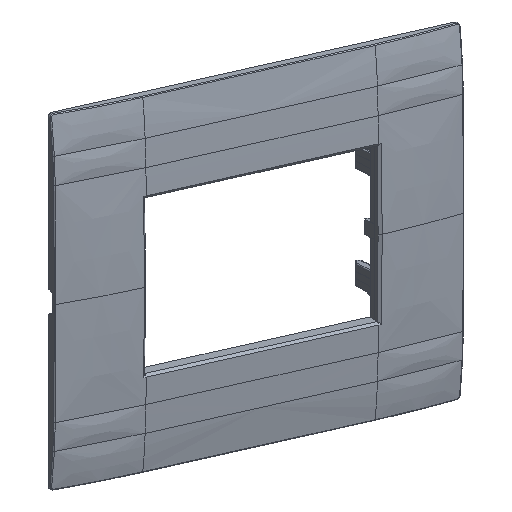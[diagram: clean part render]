
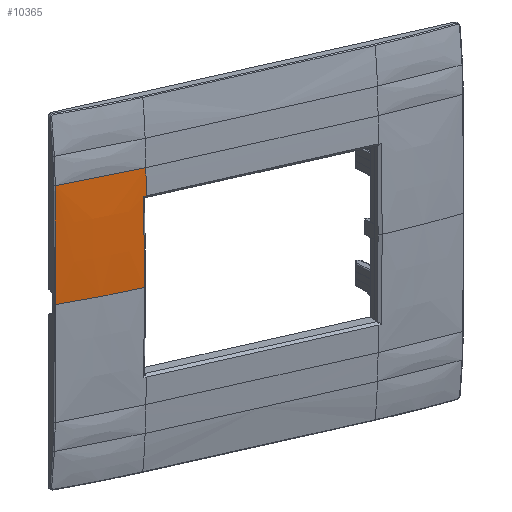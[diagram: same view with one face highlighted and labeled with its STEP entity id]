
A CAD part, top view. The second image highlights one B-rep face of the part: STEP entity #10365.
In plain terms, the highlighted free-form (B-spline) face has degree [5, 3] with [6, 4] control points.
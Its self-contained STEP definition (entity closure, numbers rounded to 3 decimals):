
#997=CARTESIAN_POINT('Vertex',(-34.,30.803,3.908)) ;
#2048=CARTESIAN_POINT('Axis2P3D Location',(-34.,0.,-796.609)) ;
#2052=CARTESIAN_POINT('Vertex',(-34.,23.574,4.153)) ;
#9607=CARTESIAN_POINT('Control Point',(-34.,30.803,3.908)) ;
#9608=CARTESIAN_POINT('Control Point',(-39.146,30.803,3.908)) ;
#9609=CARTESIAN_POINT('Control Point',(-44.293,30.803,3.746)) ;
#9610=CARTESIAN_POINT('Control Point',(-49.422,30.809,3.513)) ;
#9611=CARTESIAN_POINT('Control Point',(-54.537,30.816,3.123)) ;
#9612=CARTESIAN_POINT('Control Point',(-59.65,30.824,2.599)) ;
#9613=CARTESIAN_POINT('Vertex',(-59.65,30.824,2.599)) ;
#10003=CARTESIAN_POINT('Vertex',(-59.649,0.,2.846)) ;
#10009=CARTESIAN_POINT('Control Point',(-59.649,0.,2.846)) ;
#10010=CARTESIAN_POINT('Control Point',(-59.649,0.116,2.846)) ;
#10011=CARTESIAN_POINT('Control Point',(-59.649,0.231,2.846)) ;
#10012=CARTESIAN_POINT('Control Point',(-59.649,0.347,2.846)) ;
#10013=CARTESIAN_POINT('Control Point',(-59.649,5.167,2.845)) ;
#10014=CARTESIAN_POINT('Control Point',(-59.649,9.988,2.828)) ;
#10015=CARTESIAN_POINT('Control Point',(-59.65,14.693,2.798)) ;
#10016=CARTESIAN_POINT('Control Point',(-59.65,20.742,2.741)) ;
#10017=CARTESIAN_POINT('Control Point',(-59.65,26.791,2.66)) ;
#10018=CARTESIAN_POINT('Control Point',(-59.65,28.135,2.641)) ;
#10019=CARTESIAN_POINT('Control Point',(-59.65,29.479,2.62)) ;
#10020=CARTESIAN_POINT('Control Point',(-59.65,30.824,2.599)) ;
#10305=CARTESIAN_POINT('Control Point',(-34.,30.803,3.908)) ;
#10306=CARTESIAN_POINT('Control Point',(-34.,20.541,4.302)) ;
#10307=CARTESIAN_POINT('Control Point',(-34.,10.27,4.5)) ;
#10308=CARTESIAN_POINT('Control Point',(-34.,0.,4.5)) ;
#10309=CARTESIAN_POINT('Control Point',(-39.217,30.803,3.908)) ;
#10310=CARTESIAN_POINT('Control Point',(-39.217,20.541,4.302)) ;
#10311=CARTESIAN_POINT('Control Point',(-39.217,10.27,4.5)) ;
#10312=CARTESIAN_POINT('Control Point',(-39.217,0.,4.5)) ;
#10313=CARTESIAN_POINT('Control Point',(-44.433,30.803,3.742)) ;
#10314=CARTESIAN_POINT('Control Point',(-44.433,20.54,4.135)) ;
#10315=CARTESIAN_POINT('Control Point',(-44.433,10.27,4.331)) ;
#10316=CARTESIAN_POINT('Control Point',(-44.433,0.,4.33)) ;
#10317=CARTESIAN_POINT('Control Point',(-49.633,30.81,3.503)) ;
#10318=CARTESIAN_POINT('Control Point',(-49.633,20.544,3.827)) ;
#10319=CARTESIAN_POINT('Control Point',(-49.633,10.272,3.989)) ;
#10320=CARTESIAN_POINT('Control Point',(-49.633,0.,3.989)) ;
#10321=CARTESIAN_POINT('Control Point',(-54.817,30.816,3.101)) ;
#10322=CARTESIAN_POINT('Control Point',(-54.817,20.546,3.354)) ;
#10323=CARTESIAN_POINT('Control Point',(-54.817,10.273,3.481)) ;
#10324=CARTESIAN_POINT('Control Point',(-54.817,0.,3.481)) ;
#10325=CARTESIAN_POINT('Control Point',(-60.,30.824,2.562)) ;
#10326=CARTESIAN_POINT('Control Point',(-60.,20.55,2.721)) ;
#10327=CARTESIAN_POINT('Control Point',(-60.,10.275,2.8)) ;
#10328=CARTESIAN_POINT('Control Point',(-60.,0.,2.8)) ;
#10330=CARTESIAN_POINT('Control Point',(-34.8,0.,4.498)) ;
#10331=CARTESIAN_POINT('Control Point',(-41.031,0.,4.473)) ;
#10332=CARTESIAN_POINT('Control Point',(-47.26,0.,4.189)) ;
#10333=CARTESIAN_POINT('Control Point',(-53.464,0.,3.647)) ;
#10334=CARTESIAN_POINT('Control Point',(-59.649,0.,2.846)) ;
#10335=CARTESIAN_POINT('Vertex',(-34.8,0.,4.498)) ;
#10339=CARTESIAN_POINT('Control Point',(-34.788,23.574,4.152)) ;
#10340=CARTESIAN_POINT('Control Point',(-34.79,21.147,4.223)) ;
#10341=CARTESIAN_POINT('Control Point',(-34.792,18.72,4.285)) ;
#10342=CARTESIAN_POINT('Control Point',(-34.794,16.292,4.338)) ;
#10343=CARTESIAN_POINT('Control Point',(-34.797,11.628,4.423)) ;
#10344=CARTESIAN_POINT('Control Point',(-34.799,6.963,4.473)) ;
#10345=CARTESIAN_POINT('Control Point',(-34.799,4.546,4.491)) ;
#10346=CARTESIAN_POINT('Control Point',(-34.8,2.25,4.498)) ;
#10347=CARTESIAN_POINT('Control Point',(-34.8,0.,4.498)) ;
#10348=CARTESIAN_POINT('Vertex',(-34.788,23.574,4.152)) ;
#10352=CARTESIAN_POINT('Control Point',(-34.788,23.574,4.152)) ;
#10353=CARTESIAN_POINT('Control Point',(-34.525,23.574,4.153)) ;
#10354=CARTESIAN_POINT('Control Point',(-34.262,23.574,4.153)) ;
#10355=CARTESIAN_POINT('Control Point',(-34.,23.574,4.153)) ;
#2049=DIRECTION('Axis2P3D Direction',(1.,0.,0.)) ;
#2050=AXIS2_PLACEMENT_3D('Circle Axis2P3D',#2048,#2049,$) ;
#10358=ORIENTED_EDGE('',*,*,#10337,.F.) ;
#10359=ORIENTED_EDGE('',*,*,#10350,.F.) ;
#10360=ORIENTED_EDGE('',*,*,#10356,.F.) ;
#10361=ORIENTED_EDGE('',*,*,#2054,.F.) ;
#10362=ORIENTED_EDGE('',*,*,#9615,.T.) ;
#10363=ORIENTED_EDGE('',*,*,#10021,.F.) ;
#10365=ADVANCED_FACE('PartBody',(#10364),#10304,.T.) ;
#9606=B_SPLINE_CURVE_WITH_KNOTS('',5,(#9607,#9608,#9609,#9610,#9611,#9612),.UNSPECIFIED.,.F.,.U.,(6,6),(0.,25.731),.UNSPECIFIED.) ;
#10008=B_SPLINE_CURVE_WITH_KNOTS('',5,(#10009,#10010,#10011,#10012,#10013,#10014,#10015,#10016,#10017,#10018,#10019,#10020),.UNSPECIFIED.,.F.,.U.,(6,3,3,6),(13.574,14.391,47.65,57.154),.UNSPECIFIED.) ;
#10329=B_SPLINE_CURVE_WITH_KNOTS('',4,(#10330,#10331,#10332,#10333,#10334),.UNSPECIFIED.,.F.,.U.,(5,5),(1.131,36.382),.UNSPECIFIED.) ;
#10338=B_SPLINE_CURVE_WITH_KNOTS('',5,(#10339,#10340,#10341,#10342,#10343,#10344,#10345,#10346,#10347),.UNSPECIFIED.,.F.,.U.,(6,3,6),(19.584,36.745,52.556),.UNSPECIFIED.) ;
#10351=B_SPLINE_CURVE_WITH_KNOTS('',3,(#10352,#10353,#10354,#10355),.UNSPECIFIED.,.F.,.U.,(4,4),(42.722,43.832),.UNSPECIFIED.) ;
#10304=B_SPLINE_SURFACE_WITH_KNOTS('',5,3,((#10305,#10306,#10307,#10308),(#10309,#10310,#10311,#10312),(#10313,#10314,#10315,#10316),(#10317,#10318,#10319,#10320),(#10321,#10322,#10323,#10324),(#10325,#10326,#10327,#10328)),.UNSPECIFIED.,.F.,.F.,.U.,(6,6),(4,4),(0.,26.083),(1227.528,1258.339),.UNSPECIFIED.) ;
#2051=CIRCLE('generated circle',#2050,801.109) ;
#2054=EDGE_CURVE('',#998,#2053,#2051,.T.) ;
#9615=EDGE_CURVE('',#998,#9614,#9606,.T.) ;
#10021=EDGE_CURVE('',#10004,#9614,#10008,.T.) ;
#10337=EDGE_CURVE('',#10336,#10004,#10329,.T.) ;
#10350=EDGE_CURVE('',#10349,#10336,#10338,.T.) ;
#10356=EDGE_CURVE('',#2053,#10349,#10351,.F.) ;
#10357=EDGE_LOOP('',(#10358,#10359,#10360,#10361,#10362,#10363)) ;
#10364=FACE_OUTER_BOUND('',#10357,.T.) ;
#998=VERTEX_POINT('',#997) ;
#2053=VERTEX_POINT('',#2052) ;
#9614=VERTEX_POINT('',#9613) ;
#10004=VERTEX_POINT('',#10003) ;
#10336=VERTEX_POINT('',#10335) ;
#10349=VERTEX_POINT('',#10348) ;
